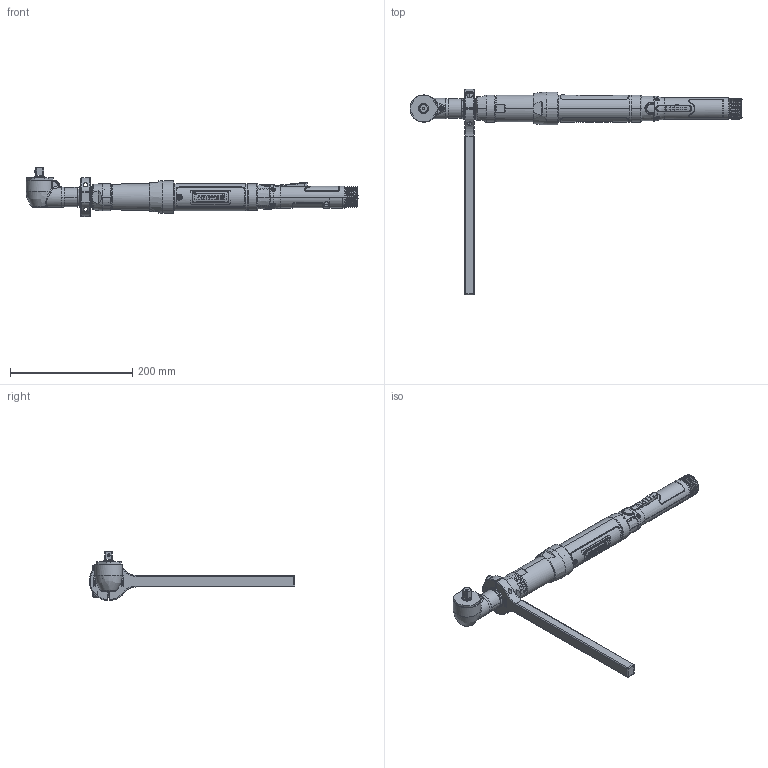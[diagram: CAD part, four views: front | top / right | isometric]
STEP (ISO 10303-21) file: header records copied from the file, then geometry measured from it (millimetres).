
FILE_DESCRIPTION((''),'2;1');
FILE_NAME('EB34LA22A-80','2012-01-25T',('MAM0508'),(''),'PRO/ENGINEER BY PARAMETRIC TECHNOLOGY CORPORATION, 2010430','PRO/ENGINEER BY PARAMETRIC TECHNOLOGY CORPORATION, 2010430','');
FILE_SCHEMA(('CONFIG_CONTROL_DESIGN'));
Products named in the file (1): EB34LA22A-80
Bounding box: 543.44 x 336.55 x 80.29 mm (x, y, z)
Surface area: 178127.7 mm2 (no closed solid volume)
Topology: 0 solids, 325 shells, 913 faces, 4835 edges, 4175 vertices
Faces by surface type: cylinder 449, plane 171, bspline 148, cone 68, torus 57, extrusion 16, sphere 4
Entity records: 71789 total; most frequent: CARTESIAN_POINT 38375, DIRECTION 5870, ORIENTED_EDGE 5864, EDGE_CURVE 4833, VERTEX_POINT 4175, AXIS2_PLACEMENT_3D 1985, VECTOR 1900, LINE 1884
